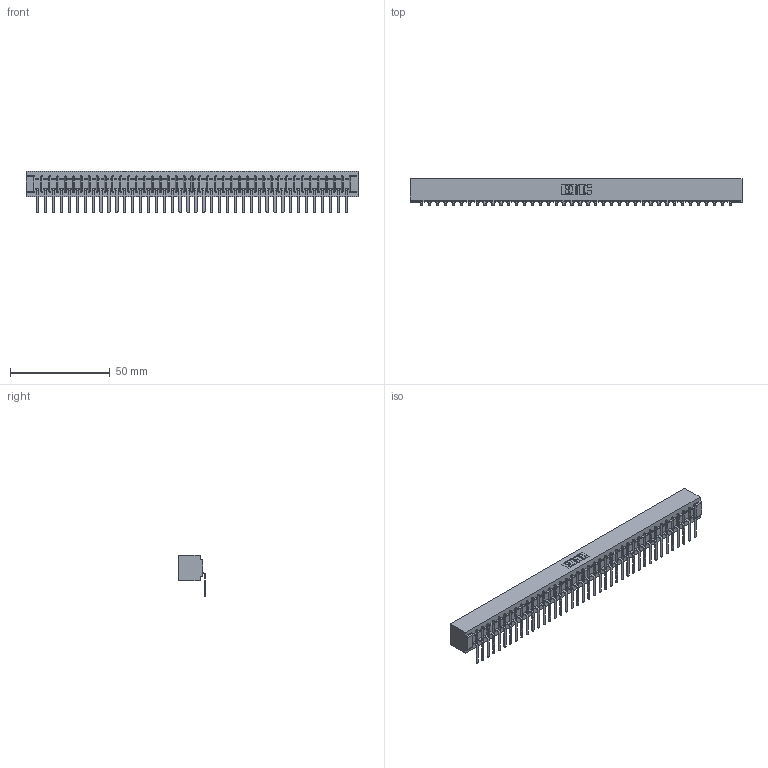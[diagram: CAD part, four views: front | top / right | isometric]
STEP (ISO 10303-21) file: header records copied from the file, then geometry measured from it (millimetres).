
FILE_DESCRIPTION (( 'STEP AP203' ), '1' );
FILE_NAME ('307-040-557-101.STEP', '2019-09-05T10:43:45', ( '' ), ( '' ), 'SwSTEP 2.0', 'SolidWorks 2016', '' );
FILE_SCHEMA (( 'CONFIG_CONTROL_DESIGN' ));
Length unit declared in the file: inch
Products named in the file (3): 307-290-002_557; 307-040-557-101; 307 Part_No Mounting Lugs
Assembly tree (41 placements, depth 2):
  307-040-557-101
    307 Part_No Mounting Lugs
    307-290-002_557  x40
Bounding box: 166.37 x 13.32 x 20.66 mm (x, y, z)
Volume: 18454.5 mm3; surface area: 24211.3 mm2
Topology: 41 solids, 41 shells, 3271 faces, 10059 edges, 6594 vertices
Faces by surface type: plane 1946, cylinder 1243, sphere 82
Entity records: 35114 total; most frequent: CARTESIAN_POINT 5924, ORIENTED_EDGE 5914, DIRECTION 5755, EDGE_CURVE 2957, VECTOR 2265, LINE 2265, VERTEX_POINT 1914, AXIS2_PLACEMENT_3D 1745
